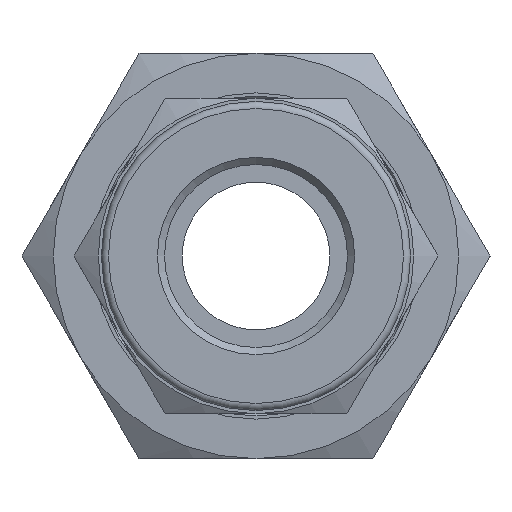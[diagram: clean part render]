
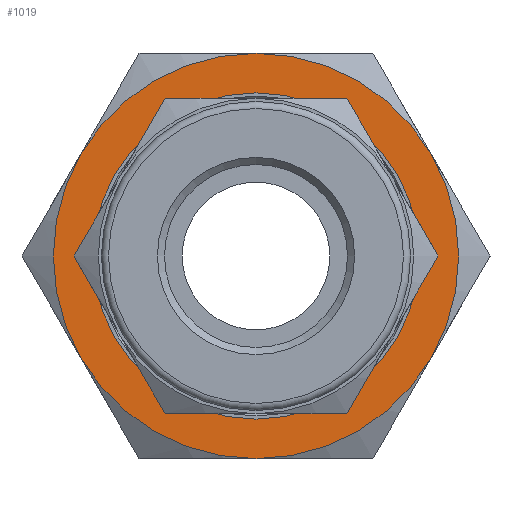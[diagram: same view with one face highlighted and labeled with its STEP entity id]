
A CAD part, left-side view. The second image highlights one B-rep face of the part: STEP entity #1019.
In plain terms, the highlighted planar face has unit normal (-1, 0, 0).
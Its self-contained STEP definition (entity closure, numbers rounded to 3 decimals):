
#69=FACE_BOUND('',#251,.T.);
#90=CIRCLE('',#1109,9.9);
#108=CIRCLE('',#1143,14.288);
#109=CIRCLE('',#1144,14.288);
#110=CIRCLE('',#1145,14.288);
#111=CIRCLE('',#1146,14.288);
#112=CIRCLE('',#1147,14.288);
#113=CIRCLE('',#1148,14.288);
#173=FACE_OUTER_BOUND('',#250,.T.);
#250=EDGE_LOOP('',(#812,#813,#814,#815,#816,#817));
#251=EDGE_LOOP('',(#818));
#454=VERTEX_POINT('',#1660);
#470=VERTEX_POINT('',#1719);
#471=VERTEX_POINT('',#1720);
#472=VERTEX_POINT('',#1722);
#473=VERTEX_POINT('',#1724);
#474=VERTEX_POINT('',#1726);
#475=VERTEX_POINT('',#1728);
#562=EDGE_CURVE('',#454,#454,#90,.T.);
#589=EDGE_CURVE('',#470,#471,#108,.T.);
#590=EDGE_CURVE('',#472,#470,#109,.T.);
#591=EDGE_CURVE('',#473,#472,#110,.T.);
#592=EDGE_CURVE('',#474,#473,#111,.T.);
#593=EDGE_CURVE('',#475,#474,#112,.T.);
#594=EDGE_CURVE('',#471,#475,#113,.T.);
#812=ORIENTED_EDGE('',*,*,#589,.F.);
#813=ORIENTED_EDGE('',*,*,#590,.F.);
#814=ORIENTED_EDGE('',*,*,#591,.F.);
#815=ORIENTED_EDGE('',*,*,#592,.F.);
#816=ORIENTED_EDGE('',*,*,#593,.F.);
#817=ORIENTED_EDGE('',*,*,#594,.F.);
#818=ORIENTED_EDGE('',*,*,#562,.T.);
#972=PLANE('',#1142);
#1019=ADVANCED_FACE('',(#173,#69),#972,.T.);
#1109=AXIS2_PLACEMENT_3D('',#1661,#1295,#1296);
#1142=AXIS2_PLACEMENT_3D('',#1718,#1370,#1371);
#1143=AXIS2_PLACEMENT_3D('',#1721,#1372,#1373);
#1144=AXIS2_PLACEMENT_3D('',#1723,#1374,#1375);
#1145=AXIS2_PLACEMENT_3D('',#1725,#1376,#1377);
#1146=AXIS2_PLACEMENT_3D('',#1727,#1378,#1379);
#1147=AXIS2_PLACEMENT_3D('',#1729,#1380,#1381);
#1148=AXIS2_PLACEMENT_3D('',#1730,#1382,#1383);
#1295=DIRECTION('center_axis',(1.,0.,0.));
#1296=DIRECTION('ref_axis',(0.,1.,0.));
#1370=DIRECTION('center_axis',(-1.,0.,0.));
#1371=DIRECTION('ref_axis',(0.,0.,1.));
#1372=DIRECTION('center_axis',(1.,0.,0.));
#1373=DIRECTION('ref_axis',(0.,0.,-1.));
#1374=DIRECTION('center_axis',(1.,0.,0.));
#1375=DIRECTION('ref_axis',(0.,0.,-1.));
#1376=DIRECTION('center_axis',(1.,0.,0.));
#1377=DIRECTION('ref_axis',(0.,0.,-1.));
#1378=DIRECTION('center_axis',(1.,0.,0.));
#1379=DIRECTION('ref_axis',(0.,0.,-1.));
#1380=DIRECTION('center_axis',(1.,0.,0.));
#1381=DIRECTION('ref_axis',(0.,0.,-1.));
#1382=DIRECTION('center_axis',(1.,0.,0.));
#1383=DIRECTION('ref_axis',(0.,0.,-1.));
#1660=CARTESIAN_POINT('',(22.053,-9.9,0.));
#1661=CARTESIAN_POINT('Origin',(22.053,0.,0.));
#1718=CARTESIAN_POINT('Origin',(22.053,14.287,0.));
#1719=CARTESIAN_POINT('',(22.053,12.373,-7.144));
#1720=CARTESIAN_POINT('',(22.053,12.373,7.144));
#1721=CARTESIAN_POINT('Origin',(22.053,0.,0.));
#1722=CARTESIAN_POINT('',(22.053,0.,-14.288));
#1723=CARTESIAN_POINT('Origin',(22.053,0.,0.));
#1724=CARTESIAN_POINT('',(22.053,-12.373,-7.144));
#1725=CARTESIAN_POINT('Origin',(22.053,0.,0.));
#1726=CARTESIAN_POINT('',(22.053,-12.373,7.144));
#1727=CARTESIAN_POINT('Origin',(22.053,0.,0.));
#1728=CARTESIAN_POINT('',(22.053,0.,14.288));
#1729=CARTESIAN_POINT('Origin',(22.053,0.,0.));
#1730=CARTESIAN_POINT('Origin',(22.053,0.,0.));
